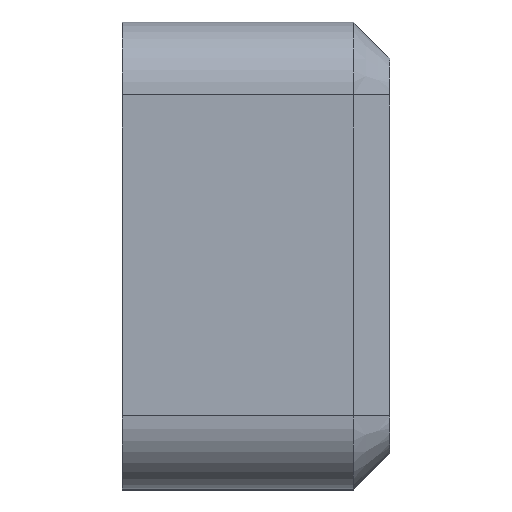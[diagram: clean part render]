
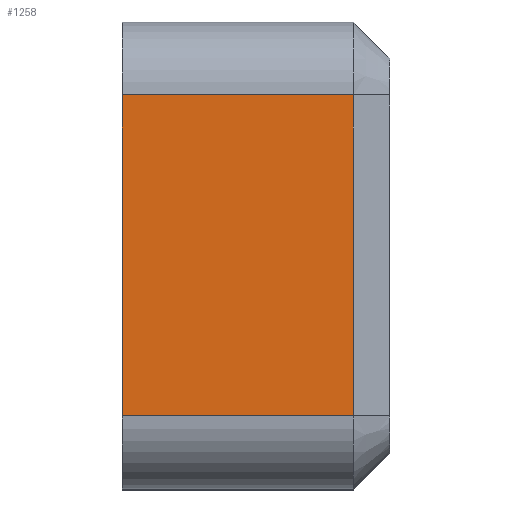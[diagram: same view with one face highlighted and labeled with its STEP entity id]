
A CAD part, top view. The second image highlights one B-rep face of the part: STEP entity #1258.
In plain terms, the highlighted planar face has unit normal (0, 0, 1).
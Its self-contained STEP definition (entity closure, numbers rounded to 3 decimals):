
#35=PLANE('',#1365);
#95=FACE_OUTER_BOUND('',#169,.T.);
#169=EDGE_LOOP('',(#986,#987,#988,#989));
#369=LINE('',#3095,#440);
#370=LINE('',#3100,#441);
#372=LINE('',#3106,#443);
#373=LINE('',#3107,#444);
#440=VECTOR('',#1583,10.);
#441=VECTOR('',#1590,10.);
#443=VECTOR('',#1596,10.);
#444=VECTOR('',#1597,10.);
#568=VERTEX_POINT('',#3089);
#569=VERTEX_POINT('',#3093);
#570=VERTEX_POINT('',#3099);
#572=VERTEX_POINT('',#3105);
#735=EDGE_CURVE('',#569,#568,#369,.T.);
#737=EDGE_CURVE('',#568,#570,#370,.T.);
#740=EDGE_CURVE('',#572,#569,#372,.T.);
#741=EDGE_CURVE('',#572,#570,#373,.T.);
#986=ORIENTED_EDGE('',*,*,#735,.F.);
#987=ORIENTED_EDGE('',*,*,#740,.F.);
#988=ORIENTED_EDGE('',*,*,#741,.T.);
#989=ORIENTED_EDGE('',*,*,#737,.F.);
#1258=ADVANCED_FACE('',(#95),#35,.T.);
#1365=AXIS2_PLACEMENT_3D('',#3104,#1594,#1595);
#1583=DIRECTION('',(0.,-1.,0.));
#1590=DIRECTION('',(-1.,0.,0.));
#1594=DIRECTION('center_axis',(0.,0.,1.));
#1595=DIRECTION('ref_axis',(0.,1.,0.));
#1596=DIRECTION('',(1.,0.,0.));
#1597=DIRECTION('',(0.,-1.,0.));
#3089=CARTESIAN_POINT('',(116.15,109.042,108.612));
#3093=CARTESIAN_POINT('',(116.15,115.634,108.612));
#3095=CARTESIAN_POINT('',(116.15,109.417,108.612));
#3099=CARTESIAN_POINT('',(111.4,109.042,108.612));
#3100=CARTESIAN_POINT('',(116.9,109.042,108.612));
#3104=CARTESIAN_POINT('Origin',(116.9,105.792,108.612));
#3105=CARTESIAN_POINT('',(111.4,115.634,108.612));
#3106=CARTESIAN_POINT('',(113.15,115.634,108.612));
#3107=CARTESIAN_POINT('',(111.4,109.417,108.612));
